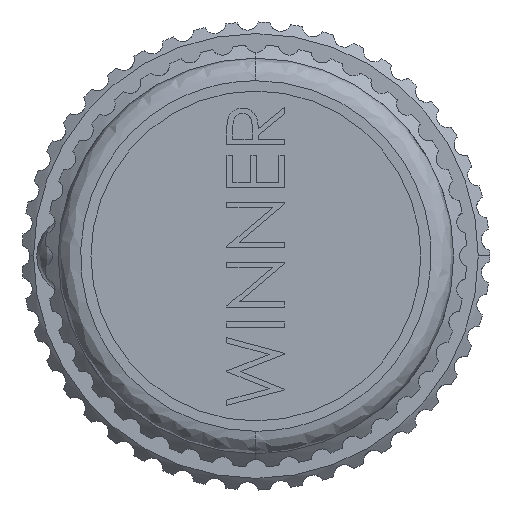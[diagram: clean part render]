
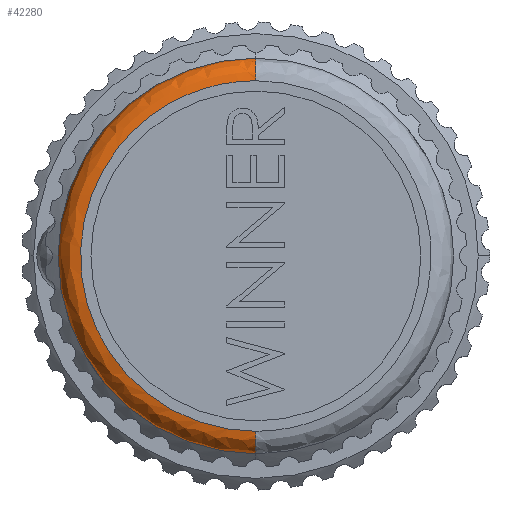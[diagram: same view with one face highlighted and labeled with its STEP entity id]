
A CAD part, left-side view. The second image highlights one B-rep face of the part: STEP entity #42280.
In plain terms, the highlighted free-form (B-spline) face has degree [3, 3] with [4, 4] control points.
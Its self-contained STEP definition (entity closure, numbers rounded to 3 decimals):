
#235 = CARTESIAN_POINT ( 'NONE',  ( -33.71, 0., -12.059 ) ) ;
#253 = CARTESIAN_POINT ( 'NONE',  ( -32.111, 0., 13.609 ) ) ;
#366 = CARTESIAN_POINT ( 'NONE',  ( -32.111, 0., -13.609 ) ) ;
#377 = CARTESIAN_POINT ( 'NONE',  ( -33.71, 0., 12.059 ) ) ;
#2689 = CIRCLE ( 'NONE', #43424, 13.609 ) ;
#2698 = CIRCLE ( 'NONE', #43430, 1.6 ) ;
#2700 = CIRCLE ( 'NONE', #43431, 1.6 ) ;
#5851 = EDGE_CURVE ( 'NONE', #7205, #7347, #23218, .T. ) ;
#5852 = EDGE_CURVE ( 'NONE', #7223, #7336, #2689, .T. ) ;
#5861 = EDGE_CURVE ( 'NONE', #7205, #7336, #2698, .T. ) ;
#5862 = EDGE_CURVE ( 'NONE', #7347, #7223, #2700, .T. ) ;
#6879 = ORIENTED_EDGE ( 'NONE', *, *, #5852, .T. ) ;
#6880 = ORIENTED_EDGE ( 'NONE', *, *, #5862, .T. ) ;
#6881 = ORIENTED_EDGE ( 'NONE', *, *, #5851, .T. ) ;
#6882 = ORIENTED_EDGE ( 'NONE', *, *, #5861, .F. ) ;
#7205 = VERTEX_POINT ( 'NONE', #235 ) ;
#7223 = VERTEX_POINT ( 'NONE', #253 ) ;
#7336 = VERTEX_POINT ( 'NONE', #366 ) ;
#7347 = VERTEX_POINT ( 'NONE', #377 ) ;
#15040 =( BOUNDED_SURFACE ( )  B_SPLINE_SURFACE ( 3, 3, ( 
 ( #20049, #20047, #20052, #20053 ),
 ( #20054, #20055, #20056, #20057 ),
 ( #20058, #20059, #20060, #20061 ),
 ( #20062, #20063, #20064, #20065 ) ),
 .UNSPECIFIED., .F., .F., .T. ) 
 B_SPLINE_SURFACE_WITH_KNOTS ( ( 4, 4 ),
 ( 4, 4 ),
 ( 0., 1. ),
 ( 0., 1. ),
 .UNSPECIFIED. ) 
 GEOMETRIC_REPRESENTATION_ITEM ( )  RATIONAL_B_SPLINE_SURFACE ( (
 ( 1., 0.333, 0.333, 1.),
 ( 0.812, 0.271, 0.271, 0.812),
 ( 0.812, 0.271, 0.271, 0.812),
 ( 1., 0.333, 0.333, 1.) ) ) 
 REPRESENTATION_ITEM ( '' )  SURFACE ( )  );
#20047 = CARTESIAN_POINT ( 'NONE',  ( -33.71, 24.118, 12.059 ) ) ;
#20049 = CARTESIAN_POINT ( 'NONE',  ( -33.71, 0., 12.059 ) ) ;
#20052 = CARTESIAN_POINT ( 'NONE',  ( -33.71, 24.118, -12.059 ) ) ;
#20053 = CARTESIAN_POINT ( 'NONE',  ( -33.71, 0., -12.059 ) ) ;
#20054 = CARTESIAN_POINT ( 'NONE',  ( -33.681, 0., 12.973 ) ) ;
#20055 = CARTESIAN_POINT ( 'NONE',  ( -33.681, 25.946, 12.973 ) ) ;
#20056 = CARTESIAN_POINT ( 'NONE',  ( -33.681, 25.946, -12.973 ) ) ;
#20057 = CARTESIAN_POINT ( 'NONE',  ( -33.681, 0., -12.973 ) ) ;
#20058 = CARTESIAN_POINT ( 'NONE',  ( -33.025, 0., 13.609 ) ) ;
#20059 = CARTESIAN_POINT ( 'NONE',  ( -33.025, 27.218, 13.609 ) ) ;
#20060 = CARTESIAN_POINT ( 'NONE',  ( -33.025, 27.218, -13.609 ) ) ;
#20061 = CARTESIAN_POINT ( 'NONE',  ( -33.025, 0., -13.609 ) ) ;
#20062 = CARTESIAN_POINT ( 'NONE',  ( -32.111, 0., 13.609 ) ) ;
#20063 = CARTESIAN_POINT ( 'NONE',  ( -32.111, 27.218, 13.609 ) ) ;
#20064 = CARTESIAN_POINT ( 'NONE',  ( -32.111, 27.218, -13.609 ) ) ;
#20065 = CARTESIAN_POINT ( 'NONE',  ( -32.111, 0., -13.609 ) ) ;
#23218 =( BOUNDED_CURVE ( )  B_SPLINE_CURVE ( 3, ( #35261, #35158, #35256, #35262 ),
 .UNSPECIFIED., .F., .T. ) 
 B_SPLINE_CURVE_WITH_KNOTS ( ( 4, 4 ),
 ( 0., 1. ),
 .UNSPECIFIED. ) 
 CURVE ( )  GEOMETRIC_REPRESENTATION_ITEM ( )  RATIONAL_B_SPLINE_CURVE ( ( 1., 0.333, 0.333, 1. ) ) 
 REPRESENTATION_ITEM ( '' )  );
#31477 = EDGE_LOOP ( 'NONE', ( #6882, #6881, #6880, #6879 ) ) ;
#32292 = FACE_OUTER_BOUND ( 'NONE', #31477, .T. ) ;
#35158 = CARTESIAN_POINT ( 'NONE',  ( -33.71, 24.118, -12.059 ) ) ;
#35256 = CARTESIAN_POINT ( 'NONE',  ( -33.71, 24.118, 12.059 ) ) ;
#35261 = CARTESIAN_POINT ( 'NONE',  ( -33.71, 0., -12.059 ) ) ;
#35262 = CARTESIAN_POINT ( 'NONE',  ( -33.71, 0., 12.059 ) ) ;
#35264 = CARTESIAN_POINT ( 'NONE',  ( -32.111, 0., 0. ) ) ;
#35265 = DIRECTION ( 'NONE',  ( -1., 0., 0. ) ) ;
#35266 = DIRECTION ( 'NONE',  ( 0., 0., 1. ) ) ;
#35299 = CARTESIAN_POINT ( 'NONE',  ( -32.111, 0., -12.009 ) ) ;
#35300 = DIRECTION ( 'NONE',  ( 0., -1., 0. ) ) ;
#35301 = DIRECTION ( 'NONE',  ( 0., 0., -1. ) ) ;
#35302 = CARTESIAN_POINT ( 'NONE',  ( -32.111, 0., 12.009 ) ) ;
#35303 = DIRECTION ( 'NONE',  ( 0., 1., 0. ) ) ;
#35304 = DIRECTION ( 'NONE',  ( 0., 0., 1. ) ) ;
#42280 = ADVANCED_FACE ( 'NONE', ( #32292 ), #15040, .T. ) ;
#43424 = AXIS2_PLACEMENT_3D ( 'NONE', #35264, #35265, #35266 ) ;
#43430 = AXIS2_PLACEMENT_3D ( 'NONE', #35299, #35300, #35301 ) ;
#43431 = AXIS2_PLACEMENT_3D ( 'NONE', #35302, #35303, #35304 ) ;
